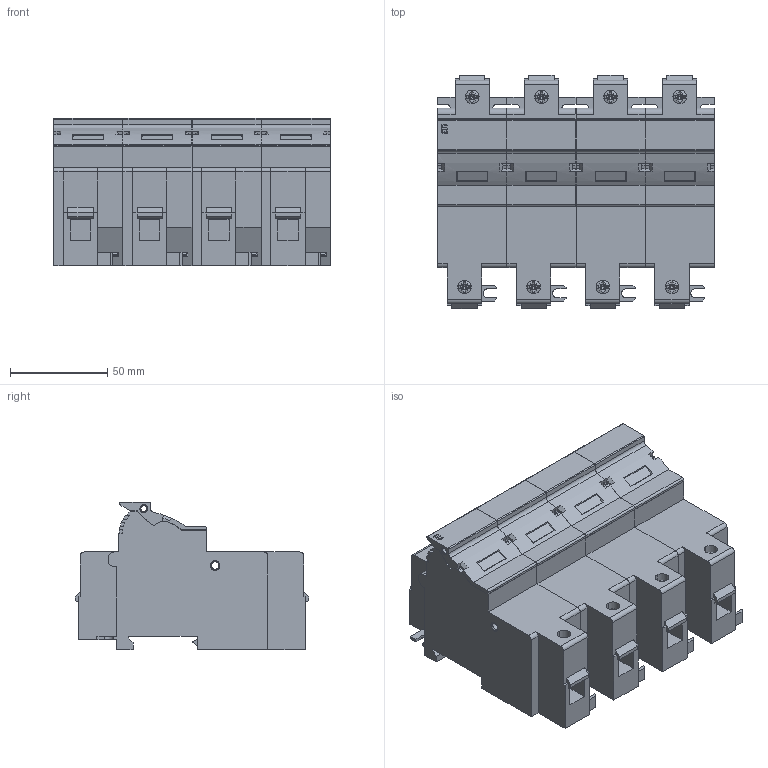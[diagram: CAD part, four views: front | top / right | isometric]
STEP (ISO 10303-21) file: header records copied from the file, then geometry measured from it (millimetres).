
FILE_DESCRIPTION((''),'2;1');
FILE_NAME('EFD_22_1P_ASM','2021-01-18T',('marketing.praksa'),('Audax d.o.o.'),'CREO PARAMETRIC BY PTC INC, 2017480','CREO PARAMETRIC BY PTC INC, 2017480','');
FILE_SCHEMA(('AUTOMOTIVE_DESIGN { 1 0 10303 214 1 1 1 1 }'));
Length unit declared in the file: millimetre
Products named in the file (36): EFD22_1P_DIM_1_1_1; SCREW_TOP_1; SCREW_BOTTOM_1; ETI_1_1; ETI_1_2; ETI_1_3; ETI_1_ASM; PART_2_1_1; PART_2_1_2; PART_2_1_ASM; ASM0024_ASM_1_ASM; EFD22_1P_DIM_1_1_1_2; SCREW_TOP_1_1; SCREW_BOTTOM_1_1; PART_2_1_1_2_1; PART_2_1_1_2_2; PART_2_1_1_2_ASM; ASM0024_ASM_1_1_ASM; ASM0026_ASM; EFD22_1P_DIM_1_1_1_2_3; SCREW_TOP_1_1_2; SCREW_BOTTOM_1_1_2; PART_2_1_1_2_3_1; PART_2_1_1_2_3_2; PART_2_1_1_2_3_ASM; ASM0024_ASM_1_1_2_ASM; ASM0027_ASM; EFD22_1P_DIM_1_1_1_2_3_4; SCREW_TOP_1_1_2_3; SCREW_BOTTOM_1_1_2_3; PART_2_1_1_2_3_4_1; PART_2_1_1_2_3_4_2; PART_2_1_1_2_3_4_ASM; ASM0024_ASM_1_1_2_3_ASM; ASM0028_ASM; EFD_22_1P_ASM
Assembly tree (35 placements, depth 5):
  EFD_22_1P_ASM
    ASM0024_ASM_1_ASM
      EFD22_1P_DIM_1_1_1
      SCREW_TOP_1
      SCREW_BOTTOM_1
      ETI_1_ASM
        ETI_1_1
        ETI_1_2
        ETI_1_3
      PART_2_1_ASM
        PART_2_1_1
        PART_2_1_2
    ASM0026_ASM
      ASM0024_ASM_1_1_ASM
        EFD22_1P_DIM_1_1_1_2
        SCREW_TOP_1_1
        SCREW_BOTTOM_1_1
        PART_2_1_1_2_ASM
          PART_2_1_1_2_1
          PART_2_1_1_2_2
    ASM0027_ASM
      ASM0024_ASM_1_1_2_ASM
        EFD22_1P_DIM_1_1_1_2_3
        SCREW_TOP_1_1_2
        SCREW_BOTTOM_1_1_2
        PART_2_1_1_2_3_ASM
          PART_2_1_1_2_3_1
          PART_2_1_1_2_3_2
    ASM0028_ASM
      ASM0024_ASM_1_1_2_3_ASM
        EFD22_1P_DIM_1_1_1_2_3_4
        SCREW_TOP_1_1_2_3
        SCREW_BOTTOM_1_1_2_3
        PART_2_1_1_2_3_4_ASM
          PART_2_1_1_2_3_4_1
          PART_2_1_1_2_3_4_2
Bounding box: 142.4 x 120.4 x 75.84 mm (x, y, z)
Volume: 749423.9 mm3; surface area: 124098.5 mm2
Topology: 23 solids, 23 shells, 1310 faces, 3852 edges, 2584 vertices
Faces by surface type: plane 850, cylinder 316, cone 72, sphere 28, torus 28, bspline 16
Entity records: 61011 total; most frequent: CARTESIAN_POINT 11462, ORIENTED_EDGE 7656, DIRECTION 7188, PRESENTATION_STYLE_ASSIGNMENT 3919, STYLED_ITEM 3919, CURVE_STYLE 3828, EDGE_CURVE 3828, VERTEX_POINT 2584
